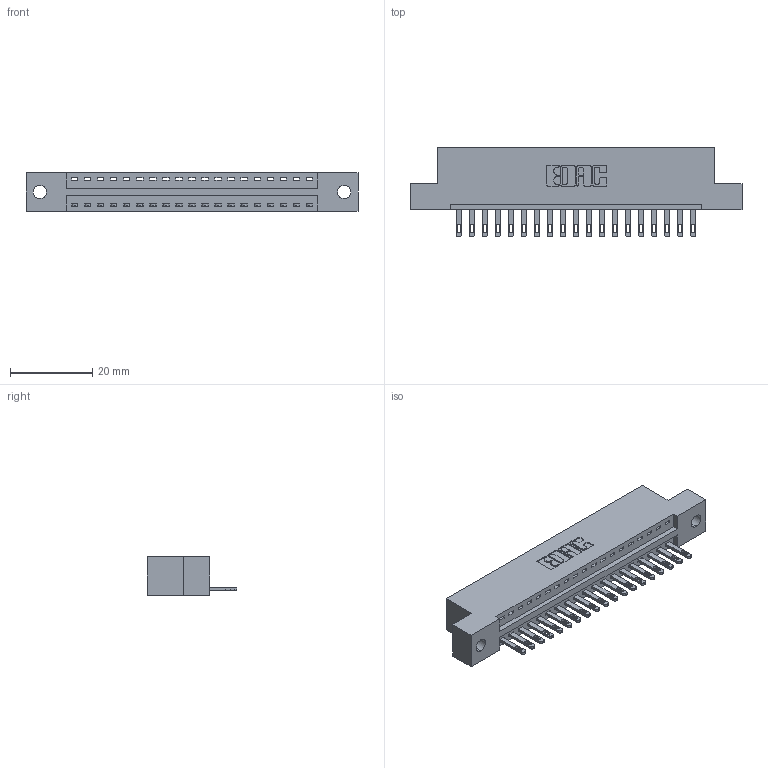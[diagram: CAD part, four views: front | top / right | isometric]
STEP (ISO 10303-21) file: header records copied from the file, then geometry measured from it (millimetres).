
FILE_DESCRIPTION (( 'STEP AP203' ), '1' );
FILE_NAME ('346-019-500-102.STEP', '2022-05-05T14:47:39', ( '' ), ( '' ), 'SwSTEP 2.0', 'SolidWorks 2020', '' );
FILE_SCHEMA (( 'CONFIG_CONTROL_DESIGN' ));
Length unit declared in the file: inch
Products named in the file (3): 346-019-500-102; 346 Part_Flush Mounting Lugs - 0.128 Dia; 345-292-001_345-293-100
Assembly tree (20 placements, depth 2):
  346-019-500-102
    346 Part_Flush Mounting Lugs - 0.128 Dia
    345-292-001_345-293-100  x19
Bounding box: 80.9 x 21.84 x 9.4 mm (x, y, z)
Volume: 7560.4 mm3; surface area: 8974.4 mm2
Topology: 20 solids, 20 shells, 1148 faces, 3521 edges, 2346 vertices
Faces by surface type: plane 722, cylinder 426
Entity records: 14821 total; most frequent: CARTESIAN_POINT 2553, ORIENTED_EDGE 2506, DIRECTION 2283, EDGE_CURVE 1253, LINE 1041, VECTOR 1041, VERTEX_POINT 834, AXIS2_PLACEMENT_3D 621
